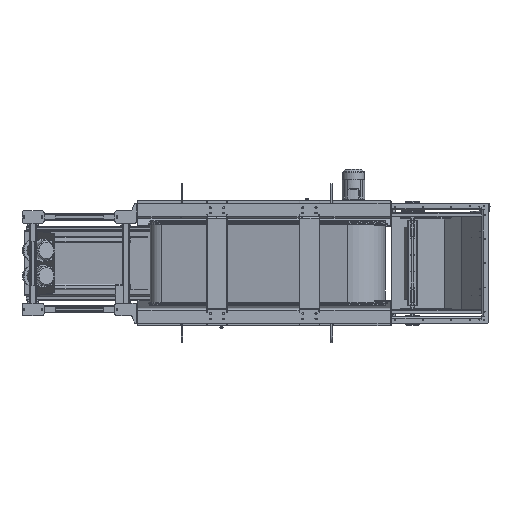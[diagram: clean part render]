
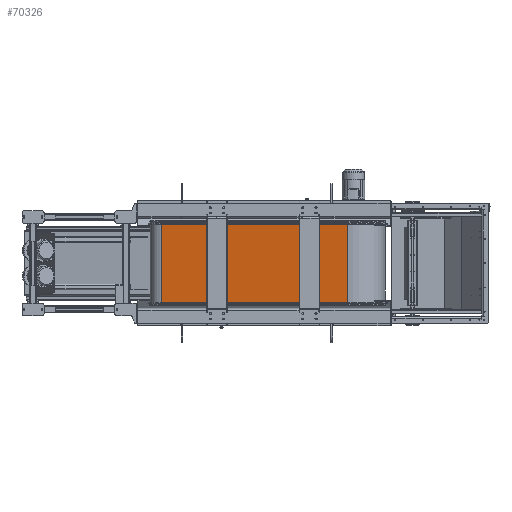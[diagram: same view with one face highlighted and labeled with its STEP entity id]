
A CAD part, front view. The second image highlights one B-rep face of the part: STEP entity #70326.
In plain terms, the highlighted face is planar.
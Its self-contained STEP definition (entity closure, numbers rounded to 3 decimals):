
#3912=FACE_OUTER_BOUND('',#8109,.T.);
#8109=EDGE_LOOP('',(#50352,#50353,#50354,#50355));
#13266=LINE('',#118502,#20777);
#13296=LINE('',#118582,#20807);
#13297=LINE('',#118584,#20808);
#13298=LINE('',#118585,#20809);
#20777=VECTOR('',#93964,10.);
#20807=VECTOR('',#94052,10.);
#20808=VECTOR('',#94053,10.);
#20809=VECTOR('',#94054,10.);
#28115=VERTEX_POINT('',#118499);
#28116=VERTEX_POINT('',#118501);
#28137=VERTEX_POINT('',#118581);
#28138=VERTEX_POINT('',#118583);
#36214=EDGE_CURVE('',#28116,#28115,#13266,.T.);
#36254=EDGE_CURVE('',#28115,#28137,#13296,.T.);
#36255=EDGE_CURVE('',#28137,#28138,#13297,.T.);
#36256=EDGE_CURVE('',#28138,#28116,#13298,.T.);
#50352=ORIENTED_EDGE('',*,*,#36214,.T.);
#50353=ORIENTED_EDGE('',*,*,#36254,.T.);
#50354=ORIENTED_EDGE('',*,*,#36255,.T.);
#50355=ORIENTED_EDGE('',*,*,#36256,.T.);
#67607=PLANE('',#83024);
#70326=ADVANCED_FACE('',(#3912),#67607,.T.);
#83024=AXIS2_PLACEMENT_3D('',#118580,#94050,#94051);
#93964=DIRECTION('',(0.984,0.181,0.));
#94050=DIRECTION('center_axis',(0.181,-0.984,0.));
#94051=DIRECTION('ref_axis',(0.,0.,-1.));
#94052=DIRECTION('',(0.,0.,1.));
#94053=DIRECTION('',(-0.984,-0.181,0.));
#94054=DIRECTION('',(0.,0.,-1.));
#118499=CARTESIAN_POINT('',(2176.17,36.656,-441.5));
#118501=CARTESIAN_POINT('',(64.48,-351.129,-441.5));
#118502=CARTESIAN_POINT('',(2191.58,39.486,-441.5));
#118580=CARTESIAN_POINT('Origin',(2176.17,36.656,0.));
#118581=CARTESIAN_POINT('',(2176.17,36.656,441.5));
#118582=CARTESIAN_POINT('',(2176.17,36.656,0.));
#118583=CARTESIAN_POINT('',(64.48,-351.129,441.5));
#118584=CARTESIAN_POINT('',(2191.58,39.486,441.5));
#118585=CARTESIAN_POINT('',(64.48,-351.129,0.));
